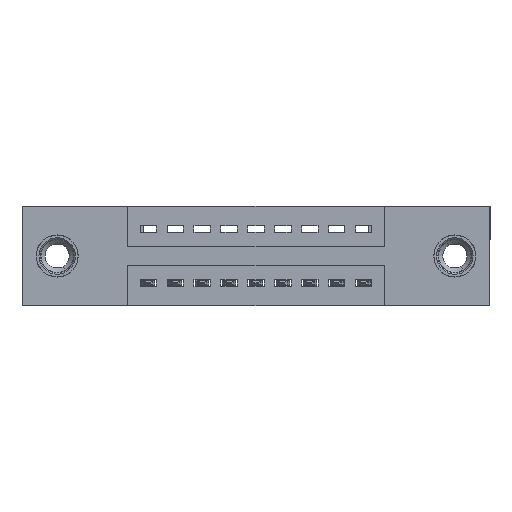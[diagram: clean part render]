
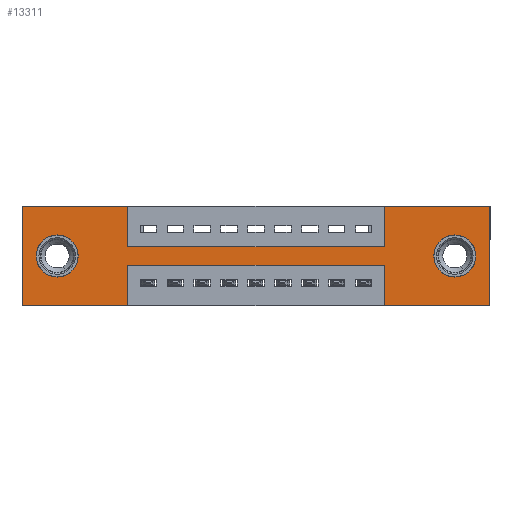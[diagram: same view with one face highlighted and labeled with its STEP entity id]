
A CAD part, front view. The second image highlights one B-rep face of the part: STEP entity #13311.
In plain terms, the highlighted planar face has unit normal (0, -1, 0).
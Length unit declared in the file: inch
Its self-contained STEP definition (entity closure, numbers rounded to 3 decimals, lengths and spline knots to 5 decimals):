
#86 = CARTESIAN_POINT ( 'NONE',  ( 0.13, 0., -0.263 ) ) ;
#404 = VECTOR ( 'NONE', #1239, 39.37008 ) ;
#514 = CARTESIAN_POINT ( 'NONE',  ( 0., 0., 0. ) ) ;
#581 = LINE ( 'NONE', #9354, #10246 ) ;
#662 = CARTESIAN_POINT ( 'NONE',  ( 1.3425, 0., -0.22 ) ) ;
#696 = LINE ( 'NONE', #3820, #9182 ) ;
#729 = DIRECTION ( 'NONE',  ( 1., 0., 0. ) ) ;
#767 = DIRECTION ( 'NONE',  ( 0., 1., 0. ) ) ;
#820 = CIRCLE ( 'NONE', #7774, 0.078 ) ;
#1206 = DIRECTION ( 'NONE',  ( 0., 0., 1. ) ) ;
#1239 = DIRECTION ( 'NONE',  ( 1., 0., 0. ) ) ;
#1330 = CARTESIAN_POINT ( 'NONE',  ( 0., 0., -0.37 ) ) ;
#1453 = DIRECTION ( 'NONE',  ( 0., -1., 0. ) ) ;
#1774 = CARTESIAN_POINT ( 'NONE',  ( 1.735, 0., -0.37 ) ) ;
#1854 = LINE ( 'NONE', #1330, #12341 ) ;
#1989 = VERTEX_POINT ( 'NONE', #5310 ) ;
#2192 = DIRECTION ( 'NONE',  ( -1., 0., 0. ) ) ;
#2675 = EDGE_CURVE ( 'NONE', #3890, #11353, #5203, .T. ) ;
#2862 = ORIENTED_EDGE ( 'NONE', *, *, #12036, .F. ) ;
#3020 = CARTESIAN_POINT ( 'NONE',  ( 0., 0., -0.37 ) ) ;
#3066 = LINE ( 'NONE', #3191, #3442 ) ;
#3158 = VERTEX_POINT ( 'NONE', #16063 ) ;
#3191 = CARTESIAN_POINT ( 'NONE',  ( 1.735, 0., 0. ) ) ;
#3355 = ORIENTED_EDGE ( 'NONE', *, *, #2675, .F. ) ;
#3442 = VECTOR ( 'NONE', #5481, 39.37008 ) ;
#3820 = CARTESIAN_POINT ( 'NONE',  ( 0., 0., 0. ) ) ;
#3838 = CARTESIAN_POINT ( 'NONE',  ( 0., 0., -0.37 ) ) ;
#3888 = VERTEX_POINT ( 'NONE', #8037 ) ;
#3890 = VERTEX_POINT ( 'NONE', #662 ) ;
#3944 = VECTOR ( 'NONE', #11192, 39.37008 ) ;
#4052 = VERTEX_POINT ( 'NONE', #1774 ) ;
#4056 = LINE ( 'NONE', #6026, #404 ) ;
#4085 = AXIS2_PLACEMENT_3D ( 'NONE', #10818, #767, #9404 ) ;
#4102 = ORIENTED_EDGE ( 'NONE', *, *, #14547, .F. ) ;
#4599 = DIRECTION ( 'NONE',  ( 0., 0., -1. ) ) ;
#4612 = VECTOR ( 'NONE', #2192, 39.37008 ) ;
#4679 = FACE_BOUND ( 'NONE', #8603, .T. ) ;
#4831 = CIRCLE ( 'NONE', #15807, 0.078 ) ;
#4913 = VERTEX_POINT ( 'NONE', #7116 ) ;
#4916 = CARTESIAN_POINT ( 'NONE',  ( 0.13, 0., -0.107 ) ) ;
#4920 = DIRECTION ( 'NONE',  ( 1., 0., 0. ) ) ;
#4986 = CARTESIAN_POINT ( 'NONE',  ( 0., 0., 0. ) ) ;
#5034 = EDGE_CURVE ( 'NONE', #14705, #3888, #12967, .T. ) ;
#5203 = LINE ( 'NONE', #5730, #13833 ) ;
#5310 = CARTESIAN_POINT ( 'NONE',  ( 1.735, 0., 0. ) ) ;
#5462 = ORIENTED_EDGE ( 'NONE', *, *, #14136, .T. ) ;
#5481 = DIRECTION ( 'NONE',  ( 0., 0., -1. ) ) ;
#5620 = EDGE_CURVE ( 'NONE', #15804, #7486, #13920, .T. ) ;
#5723 = ORIENTED_EDGE ( 'NONE', *, *, #8728, .F. ) ;
#5730 = CARTESIAN_POINT ( 'NONE',  ( 0.3925, 0., -0.22 ) ) ;
#5786 = VECTOR ( 'NONE', #13962, 39.37008 ) ;
#5831 = DIRECTION ( 'NONE',  ( 0., 0., 1. ) ) ;
#5859 = EDGE_CURVE ( 'NONE', #3158, #7012, #1854, .T. ) ;
#6026 = CARTESIAN_POINT ( 'NONE',  ( 0.3925, 0., -0.15 ) ) ;
#6187 = CARTESIAN_POINT ( 'NONE',  ( 0.3925, 0., 0. ) ) ;
#6488 = ORIENTED_EDGE ( 'NONE', *, *, #9051, .F. ) ;
#6591 = CARTESIAN_POINT ( 'NONE',  ( 1.3425, 0., -0.37 ) ) ;
#6809 = VECTOR ( 'NONE', #13749, 39.37008 ) ;
#6962 = EDGE_CURVE ( 'NONE', #7012, #15804, #10103, .T. ) ;
#7012 = VERTEX_POINT ( 'NONE', #3020 ) ;
#7116 = CARTESIAN_POINT ( 'NONE',  ( 0.3925, 0., -0.15 ) ) ;
#7189 = DIRECTION ( 'NONE',  ( 0., 1., 0. ) ) ;
#7232 = LINE ( 'NONE', #6187, #3944 ) ;
#7323 = VERTEX_POINT ( 'NONE', #4916 ) ;
#7486 = VERTEX_POINT ( 'NONE', #12778 ) ;
#7609 = ORIENTED_EDGE ( 'NONE', *, *, #5859, .F. ) ;
#7614 = EDGE_CURVE ( 'NONE', #12047, #7323, #4831, .T. ) ;
#7653 = CARTESIAN_POINT ( 'NONE',  ( 0., 0., 0. ) ) ;
#7685 = LINE ( 'NONE', #14909, #14751 ) ;
#7774 = AXIS2_PLACEMENT_3D ( 'NONE', #9642, #14684, #1206 ) ;
#7950 = EDGE_CURVE ( 'NONE', #3888, #14705, #10452, .T. ) ;
#8037 = CARTESIAN_POINT ( 'NONE',  ( 1.605, 0., -0.107 ) ) ;
#8069 = ORIENTED_EDGE ( 'NONE', *, *, #7614, .T. ) ;
#8155 = FACE_OUTER_BOUND ( 'NONE', #12187, .T. ) ;
#8589 = CARTESIAN_POINT ( 'NONE',  ( 0., 0., -0.37 ) ) ;
#8603 = EDGE_LOOP ( 'NONE', ( #5462, #8069 ) ) ;
#8671 = ORIENTED_EDGE ( 'NONE', *, *, #5034, .T. ) ;
#8728 = EDGE_CURVE ( 'NONE', #4052, #14496, #12415, .T. ) ;
#8775 = ORIENTED_EDGE ( 'NONE', *, *, #15384, .F. ) ;
#9051 = EDGE_CURVE ( 'NONE', #11353, #3158, #7685, .T. ) ;
#9059 = CARTESIAN_POINT ( 'NONE',  ( 0.3925, 0., -0.22 ) ) ;
#9079 = VERTEX_POINT ( 'NONE', #14507 ) ;
#9182 = VECTOR ( 'NONE', #4920, 39.37008 ) ;
#9287 = EDGE_CURVE ( 'NONE', #1989, #4052, #3066, .T. ) ;
#9354 = CARTESIAN_POINT ( 'NONE',  ( 1.3425, 0., 0. ) ) ;
#9404 = DIRECTION ( 'NONE',  ( 0., 0., -1. ) ) ;
#9481 = DIRECTION ( 'NONE',  ( 0., 1., 0. ) ) ;
#9534 = CARTESIAN_POINT ( 'NONE',  ( 0.13, 0., -0.185 ) ) ;
#9642 = CARTESIAN_POINT ( 'NONE',  ( 0.13, 0., -0.185 ) ) ;
#9709 = ORIENTED_EDGE ( 'NONE', *, *, #14815, .F. ) ;
#10041 = ORIENTED_EDGE ( 'NONE', *, *, #7950, .T. ) ;
#10103 = LINE ( 'NONE', #4986, #6809 ) ;
#10117 = FACE_BOUND ( 'NONE', #12069, .T. ) ;
#10246 = VECTOR ( 'NONE', #15780, 39.37008 ) ;
#10452 = CIRCLE ( 'NONE', #4085, 0.078 ) ;
#10621 = EDGE_CURVE ( 'NONE', #13651, #1989, #696, .T. ) ;
#10818 = CARTESIAN_POINT ( 'NONE',  ( 1.605, 0., -0.185 ) ) ;
#11192 = DIRECTION ( 'NONE',  ( 0., 0., -1. ) ) ;
#11223 = ORIENTED_EDGE ( 'NONE', *, *, #6962, .F. ) ;
#11353 = VERTEX_POINT ( 'NONE', #9059 ) ;
#11961 = DIRECTION ( 'NONE',  ( 0., 0., -1. ) ) ;
#12010 = DIRECTION ( 'NONE',  ( -1., 0., 0. ) ) ;
#12036 = EDGE_CURVE ( 'NONE', #7486, #4913, #7232, .T. ) ;
#12047 = VERTEX_POINT ( 'NONE', #86 ) ;
#12069 = EDGE_LOOP ( 'NONE', ( #10041, #8671 ) ) ;
#12104 = AXIS2_PLACEMENT_3D ( 'NONE', #14685, #7189, #4599 ) ;
#12187 = EDGE_LOOP ( 'NONE', ( #6488, #3355, #4102, #5723, #12558, #15415, #8775, #9709, #2862, #13923, #11223, #7609 ) ) ;
#12341 = VECTOR ( 'NONE', #15036, 39.37008 ) ;
#12415 = LINE ( 'NONE', #8589, #4612 ) ;
#12441 = LINE ( 'NONE', #15393, #5786 ) ;
#12558 = ORIENTED_EDGE ( 'NONE', *, *, #9287, .F. ) ;
#12636 = DIRECTION ( 'NONE',  ( 0., 0., -1. ) ) ;
#12778 = CARTESIAN_POINT ( 'NONE',  ( 0.3925, 0., 0. ) ) ;
#12967 = CIRCLE ( 'NONE', #12104, 0.078 ) ;
#13260 = CARTESIAN_POINT ( 'NONE',  ( 1.3425, 0., 0. ) ) ;
#13311 = ADVANCED_FACE ( 'NONE', ( #10117, #4679, #8155 ), #15263, .T. ) ;
#13474 = AXIS2_PLACEMENT_3D ( 'NONE', #3838, #1453, #12636 ) ;
#13651 = VERTEX_POINT ( 'NONE', #13260 ) ;
#13749 = DIRECTION ( 'NONE',  ( 0., 0., 1. ) ) ;
#13833 = VECTOR ( 'NONE', #12010, 39.37008 ) ;
#13920 = LINE ( 'NONE', #514, #14125 ) ;
#13923 = ORIENTED_EDGE ( 'NONE', *, *, #5620, .F. ) ;
#13962 = DIRECTION ( 'NONE',  ( 0., 0., 1. ) ) ;
#14125 = VECTOR ( 'NONE', #729, 39.37008 ) ;
#14136 = EDGE_CURVE ( 'NONE', #7323, #12047, #820, .T. ) ;
#14496 = VERTEX_POINT ( 'NONE', #6591 ) ;
#14507 = CARTESIAN_POINT ( 'NONE',  ( 1.3425, 0., -0.15 ) ) ;
#14547 = EDGE_CURVE ( 'NONE', #14496, #3890, #12441, .T. ) ;
#14566 = CARTESIAN_POINT ( 'NONE',  ( 1.605, 0., -0.263 ) ) ;
#14684 = DIRECTION ( 'NONE',  ( 0., 1., 0. ) ) ;
#14685 = CARTESIAN_POINT ( 'NONE',  ( 1.605, 0., -0.185 ) ) ;
#14705 = VERTEX_POINT ( 'NONE', #14566 ) ;
#14751 = VECTOR ( 'NONE', #11961, 39.37008 ) ;
#14815 = EDGE_CURVE ( 'NONE', #4913, #9079, #4056, .T. ) ;
#14909 = CARTESIAN_POINT ( 'NONE',  ( 0.3925, 0., -0.37 ) ) ;
#15036 = DIRECTION ( 'NONE',  ( -1., 0., 0. ) ) ;
#15263 = PLANE ( 'NONE',  #13474 ) ;
#15384 = EDGE_CURVE ( 'NONE', #9079, #13651, #581, .T. ) ;
#15393 = CARTESIAN_POINT ( 'NONE',  ( 1.3425, 0., -0.37 ) ) ;
#15415 = ORIENTED_EDGE ( 'NONE', *, *, #10621, .F. ) ;
#15780 = DIRECTION ( 'NONE',  ( 0., 0., 1. ) ) ;
#15804 = VERTEX_POINT ( 'NONE', #7653 ) ;
#15807 = AXIS2_PLACEMENT_3D ( 'NONE', #9534, #9481, #5831 ) ;
#16063 = CARTESIAN_POINT ( 'NONE',  ( 0.3925, 0., -0.37 ) ) ;
